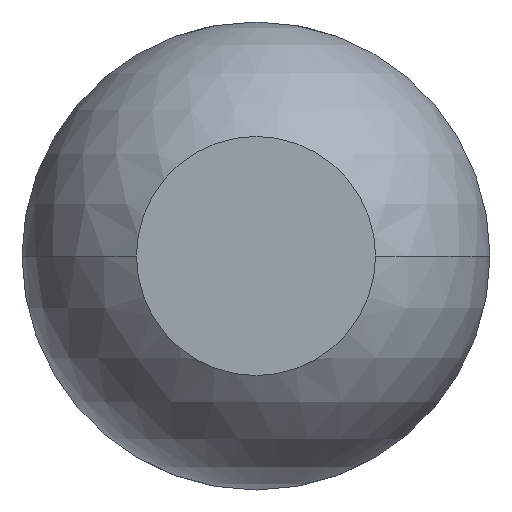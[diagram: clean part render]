
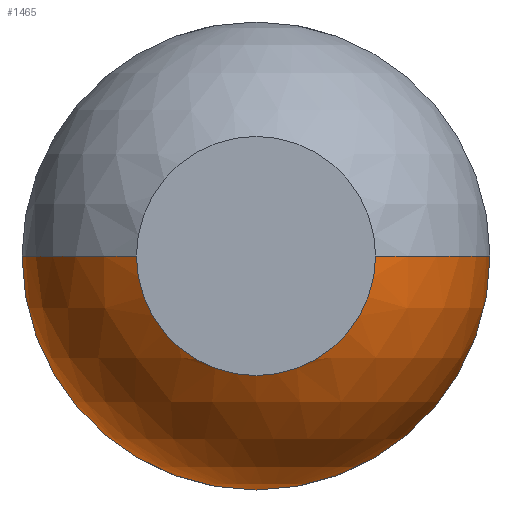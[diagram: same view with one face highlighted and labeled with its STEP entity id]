
A CAD part, front view. The second image highlights one B-rep face of the part: STEP entity #1465.
In plain terms, the highlighted spherical face has radius 0.685 mm.
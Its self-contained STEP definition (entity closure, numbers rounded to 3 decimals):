
#91 = DIRECTION ( 'NONE',  ( 0., 0., 1. ) ) ;
#236 = CARTESIAN_POINT ( 'NONE',  ( 0., -26.411, -0.685 ) ) ;
#296 = DIRECTION ( 'NONE',  ( 0., 0., -1. ) ) ;
#374 = CARTESIAN_POINT ( 'NONE',  ( 0., -26.411, 0. ) ) ;
#399 = VERTEX_POINT ( 'NONE', #3458 ) ;
#414 = DIRECTION ( 'NONE',  ( 0., 0., 1. ) ) ;
#431 = DIRECTION ( 'NONE',  ( 0., 0., -1. ) ) ;
#436 = CARTESIAN_POINT ( 'NONE',  ( 0., -27., 0. ) ) ;
#556 = CARTESIAN_POINT ( 'NONE',  ( -0.685, -26.411, 0. ) ) ;
#689 = VERTEX_POINT ( 'NONE', #2032 ) ;
#761 = CARTESIAN_POINT ( 'NONE',  ( 0., -27., -0.35 ) ) ;
#778 = CIRCLE ( 'NONE', #1028, 0.35 ) ;
#822 = DIRECTION ( 'NONE',  ( 0., -1., 0. ) ) ;
#854 = ORIENTED_EDGE ( 'NONE', *, *, #2934, .F. ) ;
#870 = AXIS2_PLACEMENT_3D ( 'NONE', #1716, #2049, #91 ) ;
#885 = SPHERICAL_SURFACE ( 'NONE', #3071, 0.685 ) ;
#959 = DIRECTION ( 'NONE',  ( -1., 0., 0. ) ) ;
#1028 = AXIS2_PLACEMENT_3D ( 'NONE', #2709, #822, #2129 ) ;
#1142 = VERTEX_POINT ( 'NONE', #3324 ) ;
#1295 = ORIENTED_EDGE ( 'NONE', *, *, #1513, .F. ) ;
#1332 = ORIENTED_EDGE ( 'NONE', *, *, #2984, .F. ) ;
#1385 = EDGE_LOOP ( 'NONE', ( #854, #3129, #1332, #1295, #4037, #3074 ) ) ;
#1465 = ADVANCED_FACE ( 'Defeature ausgef�hrt1_4', ( #3664 ), #885, .T. ) ;
#1484 = CARTESIAN_POINT ( 'NONE',  ( 0., -26.411, 0. ) ) ;
#1513 = EDGE_CURVE ( 'Defeature ausgef�hrt1_5+Defeature ausgef�hrt1_4+Defeature ausgef�hrt1_4+Defeature ausgef�hrt1_4', #1142, #1667, #3866, .T. ) ;
#1526 = AXIS2_PLACEMENT_3D ( 'NONE', #374, #1617, #1672 ) ;
#1617 = DIRECTION ( 'NONE',  ( 0., 0., 1. ) ) ;
#1667 = VERTEX_POINT ( 'NONE', #236 ) ;
#1672 = DIRECTION ( 'NONE',  ( 1., 0., 0. ) ) ;
#1716 = CARTESIAN_POINT ( 'NONE',  ( 0., -26.411, 0. ) ) ;
#1853 = AXIS2_PLACEMENT_3D ( 'NONE', #1484, #296, #959 ) ;
#2019 = CARTESIAN_POINT ( 'NONE',  ( 0., -26.411, 0. ) ) ;
#2032 = CARTESIAN_POINT ( 'NONE',  ( -0.35, -27., 0. ) ) ;
#2049 = DIRECTION ( 'NONE',  ( 0., 1., 0. ) ) ;
#2129 = DIRECTION ( 'NONE',  ( 0., 0., -1. ) ) ;
#2151 = AXIS2_PLACEMENT_3D ( 'NONE', #3302, #3610, #414 ) ;
#2169 = CIRCLE ( 'NONE', #2151, 0.685 ) ;
#2217 = EDGE_CURVE ( 'Defeature ausgef�hrt1_17+Defeature ausgef�hrt1_4+Defeature ausgef�hrt1_4+Defeature ausgef�hrt1_4', #3439, #399, #778, .T. ) ;
#2347 = DIRECTION ( 'NONE',  ( 1., 0., 0. ) ) ;
#2709 = CARTESIAN_POINT ( 'NONE',  ( 0., -27., 0. ) ) ;
#2784 = VERTEX_POINT ( 'NONE', #556 ) ;
#2934 = EDGE_CURVE ( 'Defeature ausgef�hrt1_17+Defeature ausgef�hrt1_4+Defeature ausgef�hrt1_4+Defeature ausgef�hrt1_4', #689, #3439, #3160, .T. ) ;
#2984 = EDGE_CURVE ( 'Defeature ausgef�hrt1_5+Defeature ausgef�hrt1_4+Defeature ausgef�hrt1_4+Defeature ausgef�hrt1_4', #1667, #2784, #2169, .T. ) ;
#3071 = AXIS2_PLACEMENT_3D ( 'NONE', #2019, #431, #2347 ) ;
#3074 = ORIENTED_EDGE ( 'NONE', *, *, #2217, .F. ) ;
#3129 = ORIENTED_EDGE ( 'NONE', *, *, #3290, .T. ) ;
#3160 = CIRCLE ( 'NONE', #3984, 0.35 ) ;
#3267 = CIRCLE ( 'NONE', #1853, 0.685 ) ;
#3290 = EDGE_CURVE ( 'NONE', #689, #2784, #3267, .T. ) ;
#3302 = CARTESIAN_POINT ( 'NONE',  ( 0., -26.411, 0. ) ) ;
#3312 = DIRECTION ( 'NONE',  ( 0., 0., -1. ) ) ;
#3324 = CARTESIAN_POINT ( 'NONE',  ( 0.685, -26.411, 0. ) ) ;
#3439 = VERTEX_POINT ( 'NONE', #761 ) ;
#3458 = CARTESIAN_POINT ( 'NONE',  ( 0.35, -27., 0. ) ) ;
#3610 = DIRECTION ( 'NONE',  ( 0., 1., 0. ) ) ;
#3658 = CIRCLE ( 'NONE', #1526, 0.685 ) ;
#3664 = FACE_OUTER_BOUND ( 'NONE', #1385, .T. ) ;
#3866 = CIRCLE ( 'NONE', #870, 0.685 ) ;
#3911 = DIRECTION ( 'NONE',  ( 0., -1., 0. ) ) ;
#3984 = AXIS2_PLACEMENT_3D ( 'NONE', #436, #3911, #3312 ) ;
#4037 = ORIENTED_EDGE ( 'NONE', *, *, #4079, .F. ) ;
#4079 = EDGE_CURVE ( 'NONE', #399, #1142, #3658, .T. ) ;
